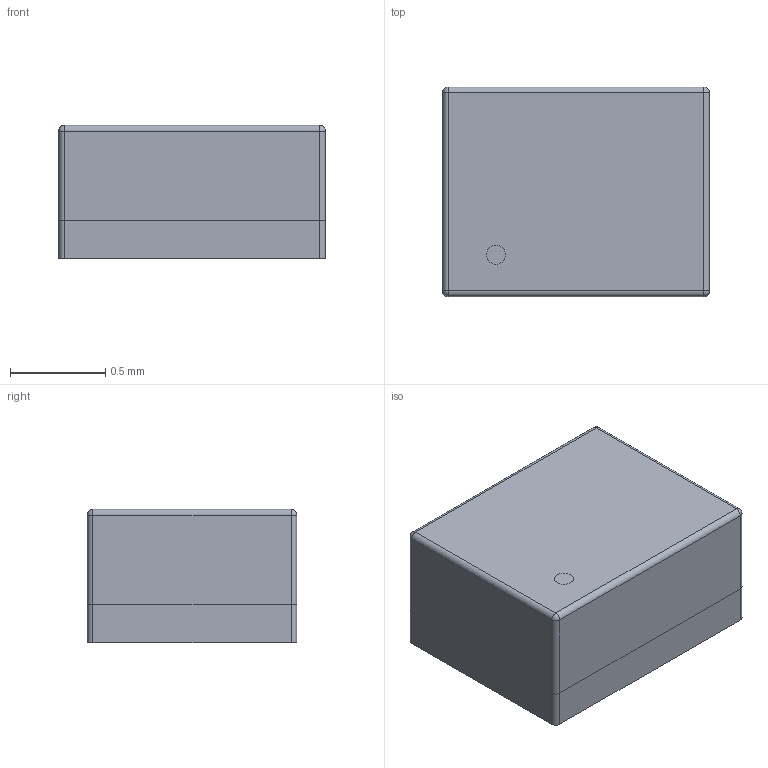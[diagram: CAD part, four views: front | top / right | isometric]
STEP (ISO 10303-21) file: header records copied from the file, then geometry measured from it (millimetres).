
FILE_DESCRIPTION(/* description */ ('model of Filter_1411-5_1.4x1.1mm'),/* implementation_level */ '2;1');
FILE_NAME(/* name */ 'Filter_1411-5_1.4x1.1mm.step',/* time_stamp */ '2019-01-07T19:05:58',/* author */ ('kicad StepUp','ksu'),/* organization */ ('FreeCAD'),/* preprocessor_version */ 'OCC',/* originating_system */ 'kicad StepUp',/* authorisation */ '');
FILE_SCHEMA(('AUTOMOTIVE_DESIGN { 1 0 10303 214 1 1 1 1 }'));
Length unit declared in the file: millimetre
Products named in the file (1): A_SF14_1575F5UUC1
Bounding box: 1.4 x 1.1 x 0.7 mm (x, y, z)
Volume: 1.1 mm3; surface area: 6.5 mm2
Topology: 1 solids, 1 shells, 32 faces, 77 edges, 49 vertices
Faces by surface type: plane 16, cylinder 12, sphere 4
Entity records: 1143 total; most frequent: DIRECTION 160, CARTESIAN_POINT 155, ORIENTED_EDGE 146, EDGE_CURVE 73, AXIS2_PLACEMENT_3D 54, LINE 52, VECTOR 52, VERTEX_POINT 49
